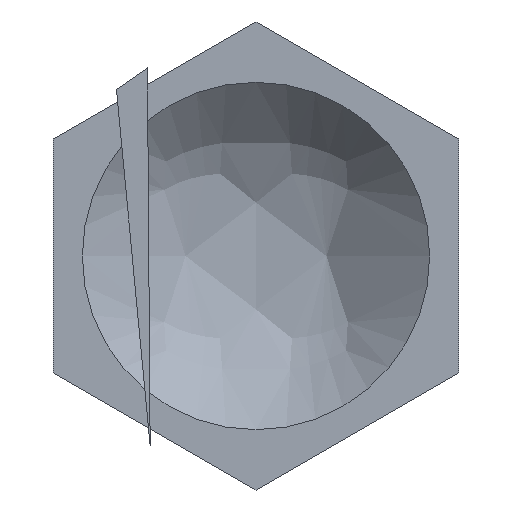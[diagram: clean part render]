
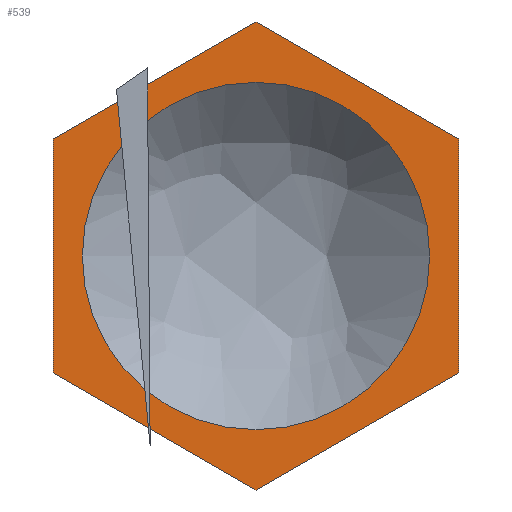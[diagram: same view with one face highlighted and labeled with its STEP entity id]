
A CAD part, front view. The second image highlights one B-rep face of the part: STEP entity #539.
In plain terms, the highlighted planar face has unit normal (0, -1, 0).
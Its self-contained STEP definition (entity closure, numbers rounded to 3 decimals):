
#1 = DIRECTION ( 'NONE',  ( 0., 0., -1. ) ) ;
#6 = LINE ( 'NONE', #436, #450 ) ;
#19 = CARTESIAN_POINT ( 'NONE',  ( 0., 14.5, 8.083 ) ) ;
#21 = DIRECTION ( 'NONE',  ( 0.866, 0., -0.5 ) ) ;
#50 = ORIENTED_EDGE ( 'NONE', *, *, #286, .T. ) ;
#73 = DIRECTION ( 'NONE',  ( 0.866, 0., 0.5 ) ) ;
#74 = LINE ( 'NONE', #19, #572 ) ;
#81 = FACE_BOUND ( 'NONE', #364, .T. ) ;
#88 = PLANE ( 'NONE',  #180 ) ;
#98 = VECTOR ( 'NONE', #73, 1000. ) ;
#100 = ORIENTED_EDGE ( 'NONE', *, *, #463, .T. ) ;
#109 = CIRCLE ( 'NONE', #133, 6. ) ;
#130 = DIRECTION ( 'NONE',  ( 0., 0., 1. ) ) ;
#132 = DIRECTION ( 'NONE',  ( 0., -1., 0. ) ) ;
#133 = AXIS2_PLACEMENT_3D ( 'NONE', #388, #243, #287 ) ;
#140 = EDGE_CURVE ( 'NONE', #383, #441, #611, .T. ) ;
#144 = LINE ( 'NONE', #323, #98 ) ;
#177 = ORIENTED_EDGE ( 'NONE', *, *, #571, .T. ) ;
#180 = AXIS2_PLACEMENT_3D ( 'NONE', #591, #494, #337 ) ;
#183 = DIRECTION ( 'NONE',  ( 0., 0., 1. ) ) ;
#197 = VERTEX_POINT ( 'NONE', #553 ) ;
#202 = VERTEX_POINT ( 'NONE', #247 ) ;
#210 = AXIS2_PLACEMENT_3D ( 'NONE', #438, #132, #183 ) ;
#213 = ORIENTED_EDGE ( 'NONE', *, *, #140, .T. ) ;
#243 = DIRECTION ( 'NONE',  ( 0., -1., 0. ) ) ;
#247 = CARTESIAN_POINT ( 'NONE',  ( 0., 14.5, -6. ) ) ;
#261 = CIRCLE ( 'NONE', #210, 6. ) ;
#278 = CARTESIAN_POINT ( 'NONE',  ( -7., 14.5, -4.041 ) ) ;
#286 = EDGE_CURVE ( 'NONE', #452, #197, #358, .T. ) ;
#287 = DIRECTION ( 'NONE',  ( 0., 0., 1. ) ) ;
#288 = VERTEX_POINT ( 'NONE', #408 ) ;
#304 = CARTESIAN_POINT ( 'NONE',  ( 7., 14.5, 4.041 ) ) ;
#309 = VERTEX_POINT ( 'NONE', #607 ) ;
#310 = ORIENTED_EDGE ( 'NONE', *, *, #424, .T. ) ;
#321 = CARTESIAN_POINT ( 'NONE',  ( 7., 14.5, 4.041 ) ) ;
#323 = CARTESIAN_POINT ( 'NONE',  ( 0., 14.5, -8.083 ) ) ;
#330 = CARTESIAN_POINT ( 'NONE',  ( 0., 14.5, -8.083 ) ) ;
#337 = DIRECTION ( 'NONE',  ( 0., 0., 1. ) ) ;
#353 = EDGE_CURVE ( 'NONE', #465, #383, #511, .T. ) ;
#358 = LINE ( 'NONE', #304, #646 ) ;
#364 = EDGE_LOOP ( 'NONE', ( #466, #411 ) ) ;
#383 = VERTEX_POINT ( 'NONE', #609 ) ;
#388 = CARTESIAN_POINT ( 'NONE',  ( 0., 14.5, 0. ) ) ;
#400 = VECTOR ( 'NONE', #1, 1000. ) ;
#408 = CARTESIAN_POINT ( 'NONE',  ( 0., 14.5, 6. ) ) ;
#411 = ORIENTED_EDGE ( 'NONE', *, *, #576, .F. ) ;
#424 = EDGE_CURVE ( 'NONE', #197, #465, #74, .T. ) ;
#436 = CARTESIAN_POINT ( 'NONE',  ( 7., 14.5, -4.041 ) ) ;
#438 = CARTESIAN_POINT ( 'NONE',  ( 0., 14.5, 0. ) ) ;
#441 = VERTEX_POINT ( 'NONE', #330 ) ;
#450 = VECTOR ( 'NONE', #130, 1000. ) ;
#451 = ORIENTED_EDGE ( 'NONE', *, *, #353, .T. ) ;
#452 = VERTEX_POINT ( 'NONE', #321 ) ;
#463 = EDGE_CURVE ( 'NONE', #441, #309, #144, .T. ) ;
#465 = VERTEX_POINT ( 'NONE', #629 ) ;
#466 = ORIENTED_EDGE ( 'NONE', *, *, #587, .F. ) ;
#483 = FACE_OUTER_BOUND ( 'NONE', #518, .T. ) ;
#486 = DIRECTION ( 'NONE',  ( -0.866, 0., -0.5 ) ) ;
#494 = DIRECTION ( 'NONE',  ( 0., 1., 0. ) ) ;
#497 = VECTOR ( 'NONE', #21, 1000. ) ;
#511 = LINE ( 'NONE', #605, #400 ) ;
#518 = EDGE_LOOP ( 'NONE', ( #213, #100, #177, #50, #310, #451 ) ) ;
#539 = ADVANCED_FACE ( 'NONE', ( #81, #483 ), #88, .F. ) ;
#553 = CARTESIAN_POINT ( 'NONE',  ( 0., 14.5, 8.083 ) ) ;
#565 = DIRECTION ( 'NONE',  ( -0.866, 0., 0.5 ) ) ;
#571 = EDGE_CURVE ( 'NONE', #309, #452, #6, .T. ) ;
#572 = VECTOR ( 'NONE', #486, 1000. ) ;
#576 = EDGE_CURVE ( 'NONE', #202, #288, #109, .T. ) ;
#587 = EDGE_CURVE ( 'NONE', #288, #202, #261, .T. ) ;
#591 = CARTESIAN_POINT ( 'NONE',  ( 0., 14.5, 0. ) ) ;
#605 = CARTESIAN_POINT ( 'NONE',  ( -7., 14.5, 4.041 ) ) ;
#607 = CARTESIAN_POINT ( 'NONE',  ( 7., 14.5, -4.041 ) ) ;
#609 = CARTESIAN_POINT ( 'NONE',  ( -7., 14.5, -4.041 ) ) ;
#611 = LINE ( 'NONE', #278, #497 ) ;
#629 = CARTESIAN_POINT ( 'NONE',  ( -7., 14.5, 4.041 ) ) ;
#646 = VECTOR ( 'NONE', #565, 1000. ) ;
